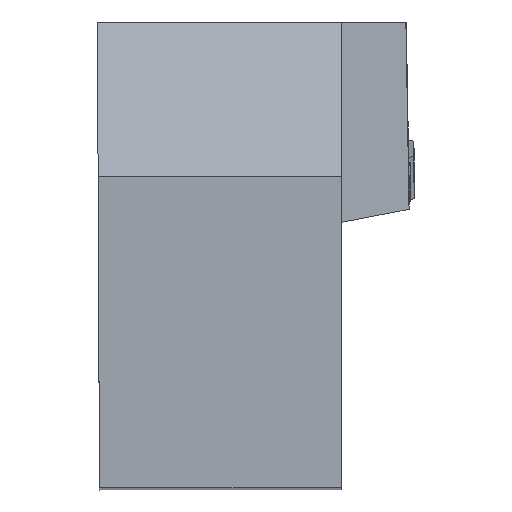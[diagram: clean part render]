
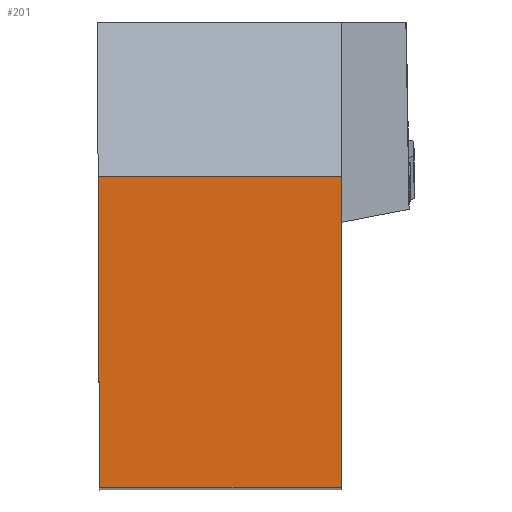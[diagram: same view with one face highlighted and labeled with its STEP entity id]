
A CAD part, top view. The second image highlights one B-rep face of the part: STEP entity #201.
In plain terms, the highlighted planar face has unit normal (0, 0, 1).
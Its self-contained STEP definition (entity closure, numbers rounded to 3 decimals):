
#201=ADVANCED_FACE('BLANK_BOXF006',(#310),#248,.F.);
#248=PLANE('',#1558);
#310=FACE_OUTER_BOUND('',#383,.T.);
#383=EDGE_LOOP('',(#735,#736,#737,#738));
#735=ORIENTED_EDGE('',*,*,#1088,.F.);
#736=ORIENTED_EDGE('',*,*,#1089,.F.);
#737=ORIENTED_EDGE('',*,*,#1082,.F.);
#738=ORIENTED_EDGE('',*,*,#1090,.F.);
#907=VERTEX_POINT('',#2481);
#908=VERTEX_POINT('',#2483);
#911=VERTEX_POINT('',#2494);
#912=VERTEX_POINT('',#2495);
#1082=EDGE_CURVE('',#907,#908,#1228,.T.);
#1088=EDGE_CURVE('',#911,#912,#1233,.T.);
#1089=EDGE_CURVE('',#908,#911,#1234,.T.);
#1090=EDGE_CURVE('',#912,#907,#1235,.T.);
#1228=LINE('',#2482,#1372);
#1233=LINE('',#2493,#1377);
#1234=LINE('',#2496,#1378);
#1235=LINE('',#2497,#1379);
#1372=VECTOR('',#1898,1.);
#1377=VECTOR('',#1909,1.);
#1378=VECTOR('',#1910,1.);
#1379=VECTOR('',#1911,1.);
#1558=AXIS2_PLACEMENT_3D('',#2498,#1912,#1913);
#1898=DIRECTION('',(-0.004,1.,0.));
#1909=DIRECTION('',(0.,-1.,0.));
#1910=DIRECTION('',(1.,0.,0.));
#1911=DIRECTION('',(-1.,0.,0.));
#1912=DIRECTION('',(0.,0.,-1.));
#1913=DIRECTION('',(0.,1.,0.));
#2481=CARTESIAN_POINT('',(0.139,0.,0.));
#2482=CARTESIAN_POINT('',(0.887,-171.348,0.));
#2483=CARTESIAN_POINT('',(0.,31.85,0.));
#2493=CARTESIAN_POINT('',(24.875,171.35,0.));
#2494=CARTESIAN_POINT('',(24.875,31.85,0.));
#2495=CARTESIAN_POINT('',(24.875,0.,0.));
#2496=CARTESIAN_POINT('',(-171.35,31.85,0.));
#2497=CARTESIAN_POINT('',(171.35,0.,0.));
#2498=CARTESIAN_POINT('',(57.225,47.85,0.));
